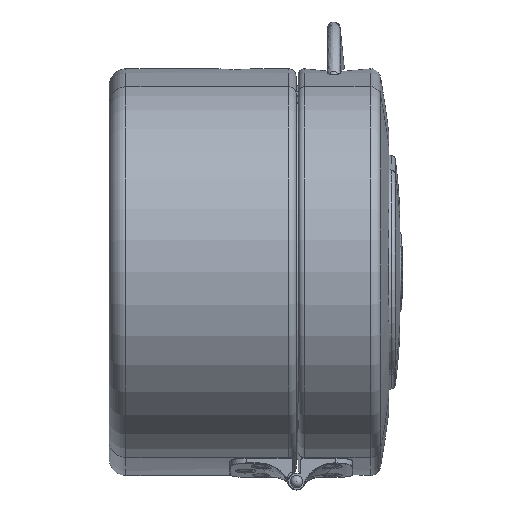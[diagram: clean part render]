
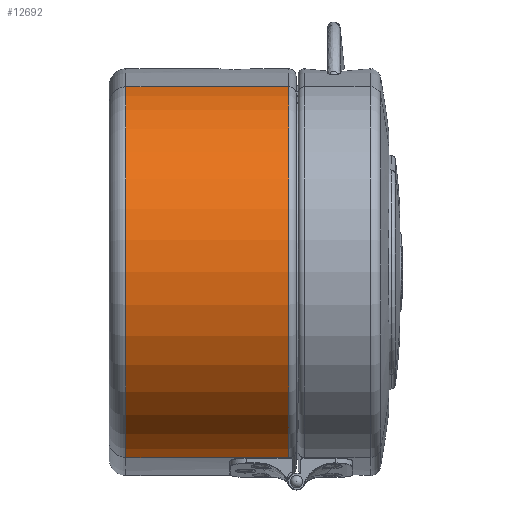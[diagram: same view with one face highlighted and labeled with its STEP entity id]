
A CAD part, front view. The second image highlights one B-rep face of the part: STEP entity #12692.
In plain terms, the highlighted cylindrical face has radius 90 mm (diameter 180 mm), a partial arc.
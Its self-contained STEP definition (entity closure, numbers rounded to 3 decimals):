
#1053=CIRCLE('',#13959,90.);
#1062=CIRCLE('',#13996,90.);
#2022=FACE_OUTER_BOUND('',#2898,.T.);
#2898=EDGE_LOOP('',(#9963,#9964,#9965,#9966));
#3430=LINE('',#26061,#3797);
#3435=LINE('',#26276,#3802);
#3797=VECTOR('',#16071,10.);
#3802=VECTOR('',#16106,10.);
#5401=VERTEX_POINT('',#26047);
#5402=VERTEX_POINT('',#26051);
#5404=VERTEX_POINT('',#26059);
#5417=VERTEX_POINT('',#26275);
#6975=EDGE_CURVE('',#5402,#5401,#1053,.T.);
#6979=EDGE_CURVE('',#5404,#5402,#3430,.T.);
#6999=EDGE_CURVE('',#5417,#5401,#3435,.T.);
#7016=EDGE_CURVE('',#5417,#5404,#1062,.T.);
#9963=ORIENTED_EDGE('',*,*,#6975,.F.);
#9964=ORIENTED_EDGE('',*,*,#6979,.F.);
#9965=ORIENTED_EDGE('',*,*,#7016,.F.);
#9966=ORIENTED_EDGE('',*,*,#6999,.T.);
#12170=CYLINDRICAL_SURFACE('',#14002,90.);
#12692=ADVANCED_FACE('',(#2022),#12170,.T.);
#13959=AXIS2_PLACEMENT_3D('',#26053,#16060,#16061);
#13996=AXIS2_PLACEMENT_3D('',#26482,#16142,#16143);
#14002=AXIS2_PLACEMENT_3D('',#26490,#16155,#16156);
#16060=DIRECTION('center_axis',(-1.,0.,0.));
#16061=DIRECTION('ref_axis',(0.,1.,0.));
#16071=DIRECTION('',(-1.,0.,0.));
#16106=DIRECTION('',(-1.,0.,0.));
#16142=DIRECTION('center_axis',(1.,0.,0.));
#16143=DIRECTION('ref_axis',(0.,1.,0.));
#16155=DIRECTION('center_axis',(1.,0.,0.));
#16156=DIRECTION('ref_axis',(0.,1.,0.));
#26047=CARTESIAN_POINT('',(8.,87.5,-88.282));
#26051=CARTESIAN_POINT('',(8.,87.5,88.282));
#26053=CARTESIAN_POINT('Origin',(8.,70.,0.));
#26059=CARTESIAN_POINT('',(85.5,87.5,88.282));
#26061=CARTESIAN_POINT('',(95.,87.5,88.282));
#26275=CARTESIAN_POINT('',(85.5,87.5,-88.282));
#26276=CARTESIAN_POINT('',(95.,87.5,-88.282));
#26482=CARTESIAN_POINT('Origin',(85.5,70.,0.));
#26490=CARTESIAN_POINT('Origin',(0.,70.,0.));
